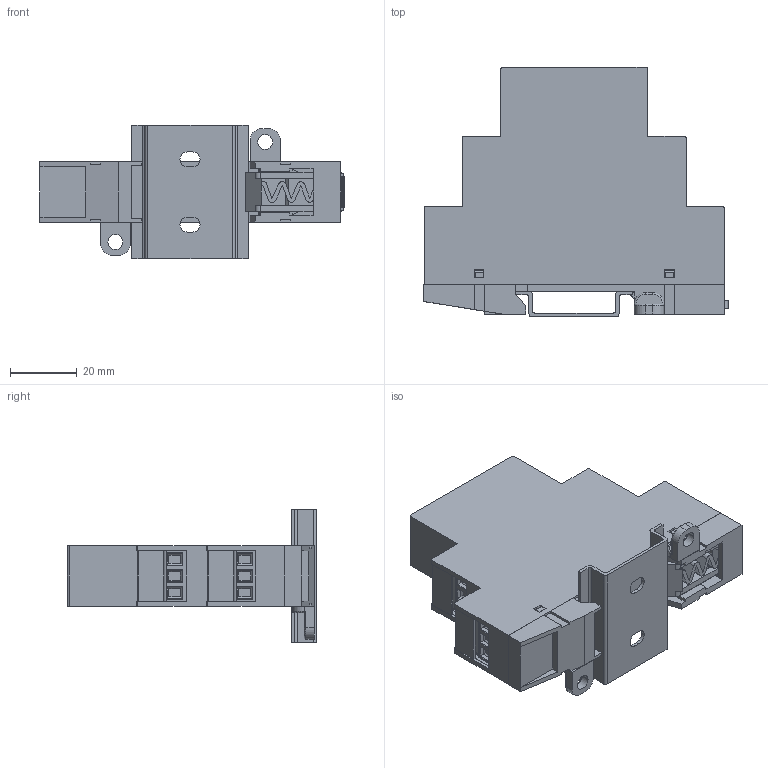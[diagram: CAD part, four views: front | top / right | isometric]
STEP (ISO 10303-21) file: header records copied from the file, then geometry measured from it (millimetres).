
FILE_DESCRIPTION (( 'STEP AP214' ), '1' );
FILE_NAME ('MD-17.5-03.STEP', '2022-01-24T10:42:57', ( '' ), ( '' ), 'SwSTEP 2.0', 'SolidWorks 2017', '' );
FILE_SCHEMA (( 'AUTOMOTIVE_DESIGN' ));
Length unit declared in the file: millimetre
Products named in the file (38): Berg Stick - 1; MD-17.5 Terminal PCB; Base Plate; Terminal 3 Pin; MD-17.5-03; Clip; MD-17.5 Mother Board ; Top Cover; Foot Bracket; Rail-17.5; Berg Stick - 3
Assembly tree (22 placements, depth 3):
  Berg Stick - 1
  MD-17.5 Terminal PCB
  Berg Stick - 1
  MD-17.5 Terminal PCB
  MD-17.5-03
    Base Plate
    Top Cover
    MD-17.5 Mother Board 
    MD-17.5 Terminal PCB  x4
    Terminal 3 Pin  x4
    Berg Stick - 3  x4
      Berg Stick - 1
    Foot Bracket  x2
    Clip
    Rail-17.5
Bounding box: 91.2 x 74.7 x 40 mm (x, y, z)
Volume: 35855.4 mm3; surface area: 51964.7 mm2
Topology: 27 solids, 27 shells, 1652 faces, 4225 edges, 2685 vertices
Faces by surface type: plane 1324, cylinder 300, torus 19, cone 4, sphere 4, bspline 1
Entity records: 26364 total; most frequent: CARTESIAN_POINT 4619, ORIENTED_EDGE 4432, DIRECTION 4216, EDGE_CURVE 2216, VECTOR 1838, LINE 1838, VERTEX_POINT 1437, AXIS2_PLACEMENT_3D 1189
